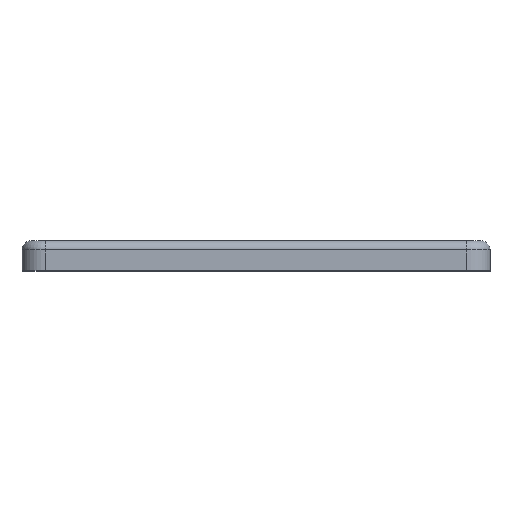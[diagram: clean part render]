
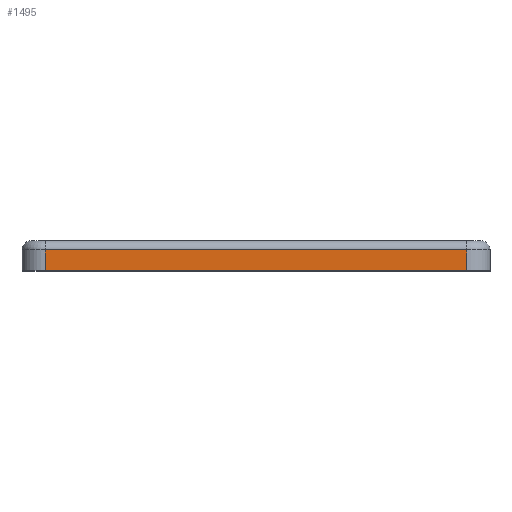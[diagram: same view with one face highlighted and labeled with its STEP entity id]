
A CAD part, top view. The second image highlights one B-rep face of the part: STEP entity #1495.
In plain terms, the highlighted planar face has unit normal (0, 0, 1).
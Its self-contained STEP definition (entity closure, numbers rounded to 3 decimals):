
#45 = VECTOR ( 'NONE', #1404, 1000. ) ;
#83 = CARTESIAN_POINT ( 'NONE',  ( -22.7, -3.2, 29.75 ) ) ;
#169 = LINE ( 'NONE', #1038, #934 ) ;
#207 = EDGE_CURVE ( 'NONE', #917, #757, #271, .T. ) ;
#251 = DIRECTION ( 'NONE',  ( 0., 0., 1. ) ) ;
#271 = LINE ( 'NONE', #83, #45 ) ;
#293 = AXIS2_PLACEMENT_3D ( 'NONE', #686, #251, #2304 ) ;
#303 = ORIENTED_EDGE ( 'NONE', *, *, #327, .T. ) ;
#327 = EDGE_CURVE ( 'NONE', #2161, #917, #169, .T. ) ;
#355 = EDGE_CURVE ( 'NONE', #2248, #757, #1682, .T. ) ;
#371 = EDGE_CURVE ( 'NONE', #2161, #2248, #1532, .T. ) ;
#444 = VECTOR ( 'NONE', #1810, 1000. ) ;
#495 = ORIENTED_EDGE ( 'NONE', *, *, #355, .F. ) ;
#505 = PLANE ( 'NONE',  #293 ) ;
#686 = CARTESIAN_POINT ( 'NONE',  ( -22.7, 0., 29.75 ) ) ;
#757 = VERTEX_POINT ( 'NONE', #1029 ) ;
#839 = DIRECTION ( 'NONE',  ( 1., 0., 0. ) ) ;
#873 = CARTESIAN_POINT ( 'NONE',  ( -22.7, -1., 29.75 ) ) ;
#917 = VERTEX_POINT ( 'NONE', #1175 ) ;
#934 = VECTOR ( 'NONE', #1962, 1000. ) ;
#1029 = CARTESIAN_POINT ( 'NONE',  ( 22.7, -3.2, 29.75 ) ) ;
#1038 = CARTESIAN_POINT ( 'NONE',  ( -22.7, 0., 29.75 ) ) ;
#1081 = EDGE_LOOP ( 'NONE', ( #1855, #495, #1227, #303 ) ) ;
#1175 = CARTESIAN_POINT ( 'NONE',  ( -22.7, -3.2, 29.75 ) ) ;
#1227 = ORIENTED_EDGE ( 'NONE', *, *, #371, .F. ) ;
#1333 = CARTESIAN_POINT ( 'NONE',  ( 22.7, -1., 29.75 ) ) ;
#1404 = DIRECTION ( 'NONE',  ( 1., 0., 0. ) ) ;
#1495 = ADVANCED_FACE ( 'NONE', ( #2030 ), #505, .T. ) ;
#1506 = VECTOR ( 'NONE', #839, 1000. ) ;
#1532 = LINE ( 'NONE', #873, #1506 ) ;
#1597 = CARTESIAN_POINT ( 'NONE',  ( 22.7, 0., 29.75 ) ) ;
#1673 = CARTESIAN_POINT ( 'NONE',  ( -22.7, -1., 29.75 ) ) ;
#1682 = LINE ( 'NONE', #1597, #444 ) ;
#1810 = DIRECTION ( 'NONE',  ( 0., -1., 0. ) ) ;
#1855 = ORIENTED_EDGE ( 'NONE', *, *, #207, .T. ) ;
#1962 = DIRECTION ( 'NONE',  ( 0., -1., 0. ) ) ;
#2030 = FACE_OUTER_BOUND ( 'NONE', #1081, .T. ) ;
#2161 = VERTEX_POINT ( 'NONE', #1673 ) ;
#2248 = VERTEX_POINT ( 'NONE', #1333 ) ;
#2304 = DIRECTION ( 'NONE',  ( 1., 0., 0. ) ) ;
